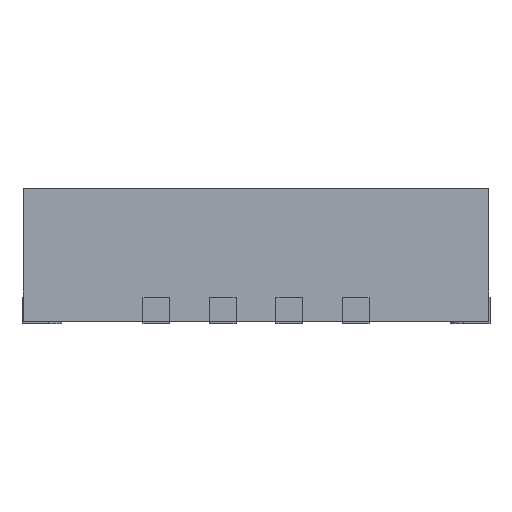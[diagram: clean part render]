
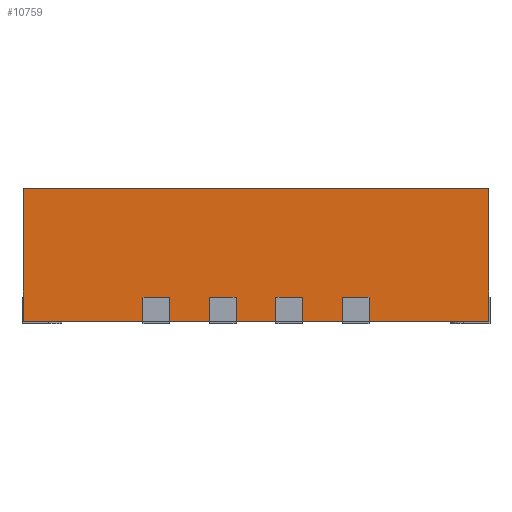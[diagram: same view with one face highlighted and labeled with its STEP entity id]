
A CAD part, left-side view. The second image highlights one B-rep face of the part: STEP entity #10759.
In plain terms, the highlighted planar face has unit normal (-1, 0, 0).
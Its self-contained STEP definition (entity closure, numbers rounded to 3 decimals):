
#200 = LINE ( 'NONE', #18709, #6035 ) ;
#206 = CARTESIAN_POINT ( 'NONE',  ( -2.25, -1.75, 1. ) ) ;
#1195 = VECTOR ( 'NONE', #8030, 1000. ) ;
#1903 = ORIENTED_EDGE ( 'NONE', *, *, #6596, .F. ) ;
#4272 = CARTESIAN_POINT ( 'NONE',  ( -2.25, -1.75, 1. ) ) ;
#6035 = VECTOR ( 'NONE', #12332, 1000. ) ;
#6056 = FACE_OUTER_BOUND ( 'NONE', #14692, .T. ) ;
#6596 = EDGE_CURVE ( 'NONE', #7578, #15113, #200, .T. ) ;
#6999 = CARTESIAN_POINT ( 'NONE',  ( -2.25, 1.75, 1. ) ) ;
#7578 = VERTEX_POINT ( 'NONE', #22240 ) ;
#7874 = EDGE_CURVE ( 'NONE', #12699, #15113, #9690, .T. ) ;
#8030 = DIRECTION ( 'NONE',  ( 0., -1., 0. ) ) ;
#8085 = VERTEX_POINT ( 'NONE', #6999 ) ;
#8351 = DIRECTION ( 'NONE',  ( 0., 0., -1. ) ) ;
#8482 = DIRECTION ( 'NONE',  ( 1., 0., 0. ) ) ;
#8838 = ORIENTED_EDGE ( 'NONE', *, *, #22922, .F. ) ;
#9690 = LINE ( 'NONE', #24506, #1195 ) ;
#10759 = ADVANCED_FACE ( 'NONE', ( #6056 ), #26808, .F. ) ;
#12332 = DIRECTION ( 'NONE',  ( 0., 0., -1. ) ) ;
#12339 = LINE ( 'NONE', #206, #16702 ) ;
#12699 = VERTEX_POINT ( 'NONE', #19183 ) ;
#13189 = AXIS2_PLACEMENT_3D ( 'NONE', #4272, #8482, #8351 ) ;
#13323 = ORIENTED_EDGE ( 'NONE', *, *, #7874, .T. ) ;
#14692 = EDGE_LOOP ( 'NONE', ( #13323, #1903, #8838, #15821 ) ) ;
#15113 = VERTEX_POINT ( 'NONE', #25361 ) ;
#15821 = ORIENTED_EDGE ( 'NONE', *, *, #18606, .T. ) ;
#16702 = VECTOR ( 'NONE', #20668, 1000. ) ;
#17794 = VECTOR ( 'NONE', #22983, 1000. ) ;
#18606 = EDGE_CURVE ( 'NONE', #8085, #12699, #21115, .T. ) ;
#18709 = CARTESIAN_POINT ( 'NONE',  ( -2.25, -1.75, 1. ) ) ;
#19183 = CARTESIAN_POINT ( 'NONE',  ( -2.25, 1.75, 0. ) ) ;
#20668 = DIRECTION ( 'NONE',  ( 0., -1., 0. ) ) ;
#21115 = LINE ( 'NONE', #26889, #17794 ) ;
#22240 = CARTESIAN_POINT ( 'NONE',  ( -2.25, -1.75, 1. ) ) ;
#22922 = EDGE_CURVE ( 'NONE', #8085, #7578, #12339, .T. ) ;
#22983 = DIRECTION ( 'NONE',  ( 0., 0., -1. ) ) ;
#24506 = CARTESIAN_POINT ( 'NONE',  ( -2.25, -1.75, 0. ) ) ;
#25361 = CARTESIAN_POINT ( 'NONE',  ( -2.25, -1.75, 0. ) ) ;
#26808 = PLANE ( 'NONE',  #13189 ) ;
#26889 = CARTESIAN_POINT ( 'NONE',  ( -2.25, 1.75, 1. ) ) ;
